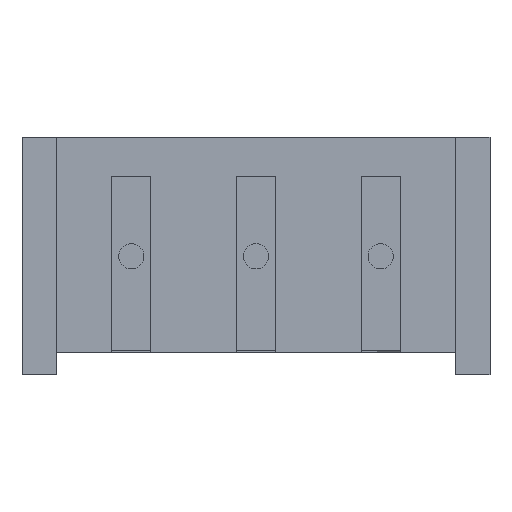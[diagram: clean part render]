
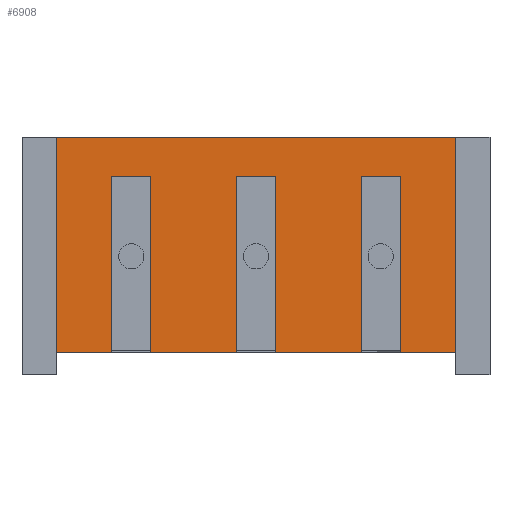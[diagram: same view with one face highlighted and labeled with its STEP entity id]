
A CAD part, front view. The second image highlights one B-rep face of the part: STEP entity #6908.
In plain terms, the highlighted planar face has unit normal (0, -1, 0).
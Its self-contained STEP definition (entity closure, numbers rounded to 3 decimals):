
#79 = ORIENTED_EDGE ( 'NONE', *, *, #18635, .F. ) ;
#146 = CARTESIAN_POINT ( 'NONE',  ( 0., 0.7, -1.955 ) ) ;
#526 = CARTESIAN_POINT ( 'NONE',  ( 4.765, 0.7, 2.415 ) ) ;
#616 = LINE ( 'NONE', #14169, #16341 ) ;
#728 = ORIENTED_EDGE ( 'NONE', *, *, #917, .F. ) ;
#754 = CARTESIAN_POINT ( 'NONE',  ( -2.14, 0.7, 1.615 ) ) ;
#917 = EDGE_CURVE ( 'NONE', #2013, #4104, #616, .T. ) ;
#1028 = LINE ( 'NONE', #4184, #11596 ) ;
#1357 = LINE ( 'NONE', #2628, #19244 ) ;
#1605 = LINE ( 'NONE', #12458, #13290 ) ;
#1752 = ORIENTED_EDGE ( 'NONE', *, *, #16139, .F. ) ;
#1940 = DIRECTION ( 'NONE',  ( -1., 0., 0. ) ) ;
#2013 = VERTEX_POINT ( 'NONE', #9433 ) ;
#2100 = DIRECTION ( 'NONE',  ( 1., 0., 0. ) ) ;
#2115 = EDGE_CURVE ( 'NONE', #2984, #13338, #2291, .T. ) ;
#2291 = LINE ( 'NONE', #526, #5286 ) ;
#2410 = DIRECTION ( 'NONE',  ( 0., 0., -1. ) ) ;
#2557 = ORIENTED_EDGE ( 'NONE', *, *, #4800, .F. ) ;
#2628 = CARTESIAN_POINT ( 'NONE',  ( -4.065, 0.7, 2.415 ) ) ;
#2638 = LINE ( 'NONE', #17626, #18898 ) ;
#2814 = ORIENTED_EDGE ( 'NONE', *, *, #10556, .F. ) ;
#2984 = VERTEX_POINT ( 'NONE', #3548 ) ;
#3013 = LINE ( 'NONE', #9363, #14493 ) ;
#3548 = CARTESIAN_POINT ( 'NONE',  ( -4.065, 0.7, 2.415 ) ) ;
#3810 = CARTESIAN_POINT ( 'NONE',  ( 2.14, 0.7, -1.955 ) ) ;
#3986 = EDGE_CURVE ( 'NONE', #13338, #10224, #17262, .T. ) ;
#4104 = VERTEX_POINT ( 'NONE', #10693 ) ;
#4184 = CARTESIAN_POINT ( 'NONE',  ( 0.4, 0.7, 2.415 ) ) ;
#4628 = VERTEX_POINT ( 'NONE', #13316 ) ;
#4800 = EDGE_CURVE ( 'NONE', #4628, #7604, #14096, .T. ) ;
#4812 = CARTESIAN_POINT ( 'NONE',  ( 4.065, 0.7, 2.415 ) ) ;
#5192 = LINE ( 'NONE', #12503, #9060 ) ;
#5197 = PLANE ( 'NONE',  #10252 ) ;
#5263 = VECTOR ( 'NONE', #14794, 1000. ) ;
#5286 = VECTOR ( 'NONE', #2100, 1000. ) ;
#5721 = ORIENTED_EDGE ( 'NONE', *, *, #2115, .F. ) ;
#6304 = CARTESIAN_POINT ( 'NONE',  ( 4.065, 0.7, 2.415 ) ) ;
#6337 = ORIENTED_EDGE ( 'NONE', *, *, #10099, .F. ) ;
#6392 = ORIENTED_EDGE ( 'NONE', *, *, #17947, .F. ) ;
#6435 = VERTEX_POINT ( 'NONE', #18247 ) ;
#6568 = VERTEX_POINT ( 'NONE', #9190 ) ;
#6664 = DIRECTION ( 'NONE',  ( 0., 0., -1. ) ) ;
#6908 = ADVANCED_FACE ( 'NONE', ( #17207 ), #5197, .F. ) ;
#7238 = ORIENTED_EDGE ( 'NONE', *, *, #16996, .F. ) ;
#7269 = DIRECTION ( 'NONE',  ( 0., 0., 1. ) ) ;
#7480 = LINE ( 'NONE', #17716, #15116 ) ;
#7604 = VERTEX_POINT ( 'NONE', #11434 ) ;
#7630 = DIRECTION ( 'NONE',  ( -1., 0., 0. ) ) ;
#7733 = EDGE_CURVE ( 'NONE', #6568, #8425, #12177, .T. ) ;
#7754 = CARTESIAN_POINT ( 'NONE',  ( 4.065, 0.7, 1.615 ) ) ;
#8425 = VERTEX_POINT ( 'NONE', #14916 ) ;
#8654 = ORIENTED_EDGE ( 'NONE', *, *, #7733, .T. ) ;
#8688 = ORIENTED_EDGE ( 'NONE', *, *, #3986, .F. ) ;
#8843 = DIRECTION ( 'NONE',  ( 0., 0., 1. ) ) ;
#9060 = VECTOR ( 'NONE', #1940, 1000. ) ;
#9127 = CARTESIAN_POINT ( 'NONE',  ( 2.94, 0.7, 2.415 ) ) ;
#9190 = CARTESIAN_POINT ( 'NONE',  ( -4.065, 0.7, -1.955 ) ) ;
#9295 = ORIENTED_EDGE ( 'NONE', *, *, #14389, .F. ) ;
#9363 = CARTESIAN_POINT ( 'NONE',  ( 0., 0.7, -1.955 ) ) ;
#9433 = CARTESIAN_POINT ( 'NONE',  ( -0.4, 0.7, 1.615 ) ) ;
#9469 = DIRECTION ( 'NONE',  ( 1., 0., 0. ) ) ;
#9561 = DIRECTION ( 'NONE',  ( 0., 1., 0. ) ) ;
#10046 = CARTESIAN_POINT ( 'NONE',  ( 0.4, 0.7, -1.955 ) ) ;
#10090 = LINE ( 'NONE', #10396, #14680 ) ;
#10099 = EDGE_CURVE ( 'NONE', #7604, #10249, #17684, .T. ) ;
#10224 = VERTEX_POINT ( 'NONE', #11038 ) ;
#10249 = VERTEX_POINT ( 'NONE', #3810 ) ;
#10252 = AXIS2_PLACEMENT_3D ( 'NONE', #4812, #9561, #15636 ) ;
#10289 = DIRECTION ( 'NONE',  ( -1., 0., 0. ) ) ;
#10396 = CARTESIAN_POINT ( 'NONE',  ( 4.065, 0.7, -1.955 ) ) ;
#10419 = VECTOR ( 'NONE', #2410, 1000. ) ;
#10556 = EDGE_CURVE ( 'NONE', #11902, #2013, #1605, .T. ) ;
#10693 = CARTESIAN_POINT ( 'NONE',  ( -0.4, 0.7, -1.955 ) ) ;
#10887 = VECTOR ( 'NONE', #7269, 1000. ) ;
#11038 = CARTESIAN_POINT ( 'NONE',  ( 4.065, 0.7, -1.955 ) ) ;
#11388 = VERTEX_POINT ( 'NONE', #11676 ) ;
#11434 = CARTESIAN_POINT ( 'NONE',  ( 2.14, 0.7, 1.615 ) ) ;
#11529 = ORIENTED_EDGE ( 'NONE', *, *, #18680, .F. ) ;
#11577 = LINE ( 'NONE', #19422, #16310 ) ;
#11596 = VECTOR ( 'NONE', #8843, 1000. ) ;
#11669 = ORIENTED_EDGE ( 'NONE', *, *, #18036, .F. ) ;
#11676 = CARTESIAN_POINT ( 'NONE',  ( 2.94, 0.7, -1.955 ) ) ;
#11750 = DIRECTION ( 'NONE',  ( 0., 0., 1. ) ) ;
#11902 = VERTEX_POINT ( 'NONE', #14077 ) ;
#11967 = DIRECTION ( 'NONE',  ( 0., 0., -1. ) ) ;
#12177 = LINE ( 'NONE', #146, #5263 ) ;
#12458 = CARTESIAN_POINT ( 'NONE',  ( 4.065, 0.7, 1.615 ) ) ;
#12503 = CARTESIAN_POINT ( 'NONE',  ( 4.065, 0.7, -1.955 ) ) ;
#12596 = DIRECTION ( 'NONE',  ( -1., 0., 0. ) ) ;
#12781 = EDGE_LOOP ( 'NONE', ( #1752, #6337, #2557, #9295, #15360, #8688, #5721, #11529, #8654, #7238, #79, #14707, #6392, #728, #2814, #11669 ) ) ;
#12814 = CARTESIAN_POINT ( 'NONE',  ( -2.94, 0.7, 1.615 ) ) ;
#12998 = CARTESIAN_POINT ( 'NONE',  ( 2.14, 0.7, 2.415 ) ) ;
#13290 = VECTOR ( 'NONE', #7630, 1000. ) ;
#13316 = CARTESIAN_POINT ( 'NONE',  ( 2.94, 0.7, 1.615 ) ) ;
#13338 = VERTEX_POINT ( 'NONE', #14550 ) ;
#13432 = DIRECTION ( 'NONE',  ( 0., 0., 1. ) ) ;
#14077 = CARTESIAN_POINT ( 'NONE',  ( 0.4, 0.7, 1.615 ) ) ;
#14096 = LINE ( 'NONE', #7754, #16234 ) ;
#14169 = CARTESIAN_POINT ( 'NONE',  ( -0.4, 0.7, 2.415 ) ) ;
#14389 = EDGE_CURVE ( 'NONE', #11388, #4628, #14977, .T. ) ;
#14493 = VECTOR ( 'NONE', #9469, 1000. ) ;
#14550 = CARTESIAN_POINT ( 'NONE',  ( 4.065, 0.7, 2.415 ) ) ;
#14680 = VECTOR ( 'NONE', #10289, 1000. ) ;
#14707 = ORIENTED_EDGE ( 'NONE', *, *, #17199, .F. ) ;
#14794 = DIRECTION ( 'NONE',  ( 1., 0., 0. ) ) ;
#14916 = CARTESIAN_POINT ( 'NONE',  ( -2.94, 0.7, -1.955 ) ) ;
#14977 = LINE ( 'NONE', #9127, #10887 ) ;
#15116 = VECTOR ( 'NONE', #19305, 1000. ) ;
#15360 = ORIENTED_EDGE ( 'NONE', *, *, #18729, .T. ) ;
#15636 = DIRECTION ( 'NONE',  ( 0., 0., 1. ) ) ;
#16139 = EDGE_CURVE ( 'NONE', #10249, #17538, #10090, .T. ) ;
#16159 = VECTOR ( 'NONE', #18287, 1000. ) ;
#16234 = VECTOR ( 'NONE', #12596, 1000. ) ;
#16310 = VECTOR ( 'NONE', #11967, 1000. ) ;
#16341 = VECTOR ( 'NONE', #6664, 1000. ) ;
#16996 = EDGE_CURVE ( 'NONE', #19080, #8425, #11577, .T. ) ;
#17199 = EDGE_CURVE ( 'NONE', #6435, #17921, #2638, .T. ) ;
#17207 = FACE_OUTER_BOUND ( 'NONE', #12781, .T. ) ;
#17262 = LINE ( 'NONE', #6304, #16159 ) ;
#17538 = VERTEX_POINT ( 'NONE', #10046 ) ;
#17626 = CARTESIAN_POINT ( 'NONE',  ( -2.14, 0.7, 2.415 ) ) ;
#17684 = LINE ( 'NONE', #12998, #10419 ) ;
#17716 = CARTESIAN_POINT ( 'NONE',  ( 4.065, 0.7, 1.615 ) ) ;
#17921 = VERTEX_POINT ( 'NONE', #754 ) ;
#17947 = EDGE_CURVE ( 'NONE', #4104, #6435, #5192, .T. ) ;
#18036 = EDGE_CURVE ( 'NONE', #17538, #11902, #1028, .T. ) ;
#18247 = CARTESIAN_POINT ( 'NONE',  ( -2.14, 0.7, -1.955 ) ) ;
#18287 = DIRECTION ( 'NONE',  ( 0., 0., -1. ) ) ;
#18635 = EDGE_CURVE ( 'NONE', #17921, #19080, #7480, .T. ) ;
#18680 = EDGE_CURVE ( 'NONE', #6568, #2984, #1357, .T. ) ;
#18729 = EDGE_CURVE ( 'NONE', #11388, #10224, #3013, .T. ) ;
#18898 = VECTOR ( 'NONE', #11750, 1000. ) ;
#19080 = VERTEX_POINT ( 'NONE', #12814 ) ;
#19244 = VECTOR ( 'NONE', #13432, 1000. ) ;
#19305 = DIRECTION ( 'NONE',  ( -1., 0., 0. ) ) ;
#19422 = CARTESIAN_POINT ( 'NONE',  ( -2.94, 0.7, 2.415 ) ) ;
